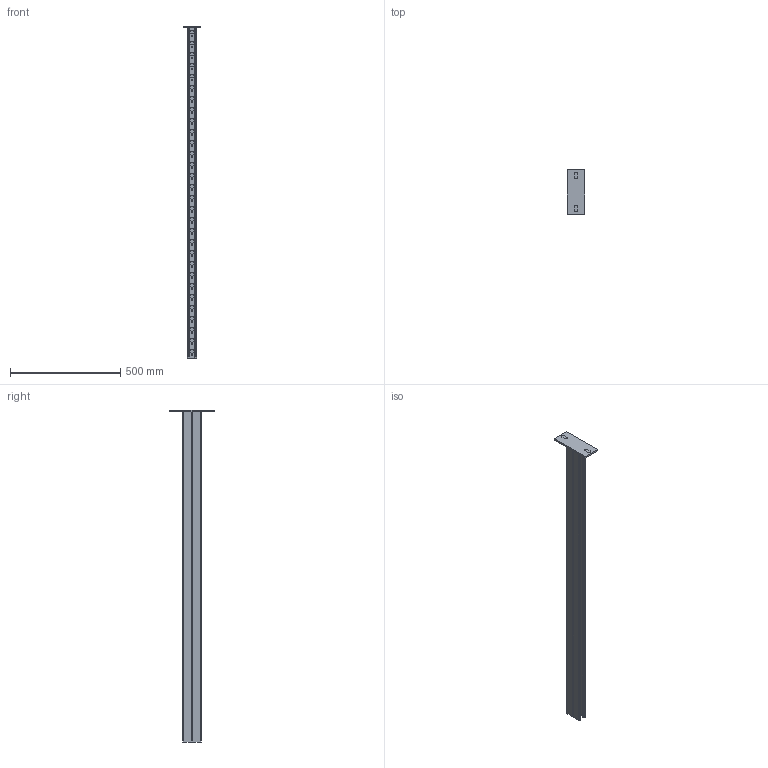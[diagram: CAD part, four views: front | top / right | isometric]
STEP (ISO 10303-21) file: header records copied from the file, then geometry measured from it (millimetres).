
FILE_DESCRIPTION(/* description */ (''),/* implementation_level */ '2;1');
FILE_NAME(/* name */ '596133.stp',/* time_stamp */ '2025-12-05T09:50:35+01:00',/* author */ ('mael.lecharpentier'),/* organization */ (''),/* preprocessor_version */ 'ST-DEVELOPER v20',/* originating_system */ 'AutoCAD Mechanical',/* authorisation */ '');
FILE_SCHEMA (('AUTOMOTIVE_DESIGN { 1 0 10303 214 3 1 1 }'));
Length unit declared in the file: millimetre
Products named in the file (1): Product
Bounding box: 80 x 200 x 1508.2 mm (x, y, z)
Volume: 1176357.3 mm3; surface area: 911625.9 mm2
Topology: 3 solids, 67 shells, 118 faces, 640 edges, 592 vertices
Faces by surface type: plane 106, cylinder 12
Entity records: 6507 total; most frequent: CARTESIAN_POINT 1351, DIRECTION 1030, ORIENTED_EDGE 784, EDGE_CURVE 640, VERTEX_POINT 592, LINE 488, VECTOR 488, AXIS2_PLACEMENT_3D 271
